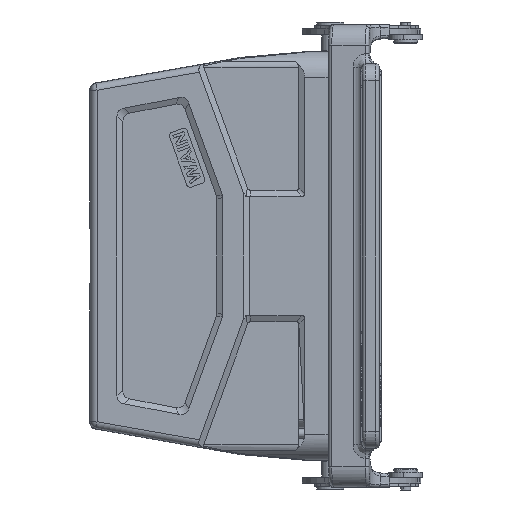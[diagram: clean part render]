
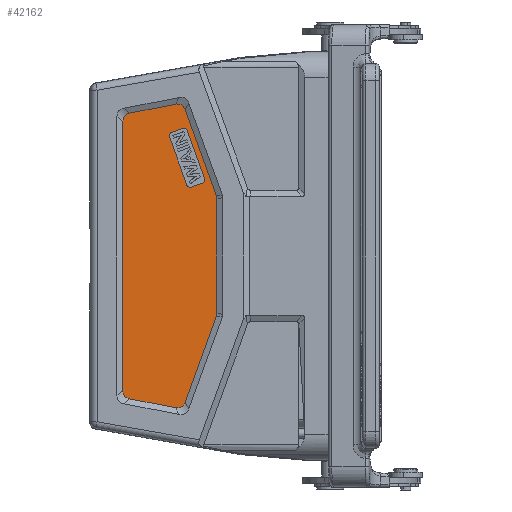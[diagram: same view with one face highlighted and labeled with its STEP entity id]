
A CAD part, left-side view. The second image highlights one B-rep face of the part: STEP entity #42162.
In plain terms, the highlighted planar face has unit normal (-1, 0, 0).
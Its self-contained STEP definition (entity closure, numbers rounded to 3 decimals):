
#14723=DIRECTION('',(0.,-0.982,0.19));
#14724=VECTOR('',#14723,13.6);
#14725=CARTESIAN_POINT('',(-21.5,9.658,41.859));
#14726=LINE('',#14725,#14724);
#14727=CARTESIAN_POINT('',(-21.5,-3.695,44.439));
#14728=CARTESIAN_POINT('',(-21.5,-4.393,44.574));
#14729=CARTESIAN_POINT('',(-21.5,-5.543,44.409));
#14730=CARTESIAN_POINT('',(-21.5,-6.275,43.507));
#14731=CARTESIAN_POINT('',(-21.5,-6.519,42.839));
#14733=DIRECTION('',(0.,-0.342,-0.94));
#14734=VECTOR('',#14733,26.85);
#14735=CARTESIAN_POINT('',(-21.5,-6.519,42.839));
#14736=LINE('',#14735,#14734);
#14737=CARTESIAN_POINT('',(-21.5,-15.702,17.609));
#14738=CARTESIAN_POINT('',(-21.5,-15.802,17.333));
#14739=CARTESIAN_POINT('',(-21.5,-15.853,17.048));
#14740=CARTESIAN_POINT('',(-21.5,-15.853,16.754));
#14742=DIRECTION('',(0.,0.,-1.));
#14743=VECTOR('',#14742,33.508);
#14744=CARTESIAN_POINT('',(-21.5,-15.853,16.754));
#14745=LINE('',#14744,#14743);
#14746=CARTESIAN_POINT('',(-21.5,-15.853,-16.754));
#14747=CARTESIAN_POINT('',(-21.5,-15.853,-17.048));
#14748=CARTESIAN_POINT('',(-21.5,-15.802,-17.333));
#14749=CARTESIAN_POINT('',(-21.5,-15.702,-17.609));
#14751=DIRECTION('',(0.,0.342,-0.94));
#14752=VECTOR('',#14751,26.85);
#14753=CARTESIAN_POINT('',(-21.5,-15.702,-17.609));
#14754=LINE('',#14753,#14752);
#14755=CARTESIAN_POINT('',(-21.5,-6.519,-42.839));
#14756=CARTESIAN_POINT('',(-21.5,-6.275,-43.507));
#14757=CARTESIAN_POINT('',(-21.5,-5.543,-44.409));
#14758=CARTESIAN_POINT('',(-21.5,-4.393,-44.574));
#14759=CARTESIAN_POINT('',(-21.5,-3.695,-44.439));
#14761=DIRECTION('',(0.,0.982,0.19));
#14762=VECTOR('',#14761,13.6);
#14763=CARTESIAN_POINT('',(-21.5,-3.695,-44.439));
#14764=LINE('',#14763,#14762);
#14765=CARTESIAN_POINT('',(-21.5,9.658,-41.859));
#14766=CARTESIAN_POINT('',(-21.5,10.333,-41.729));
#14767=CARTESIAN_POINT('',(-21.5,11.319,-41.167));
#14768=CARTESIAN_POINT('',(-21.5,11.683,-40.093));
#14769=CARTESIAN_POINT('',(-21.5,11.683,-39.405));
#14771=DIRECTION('',(0.,0.,1.));
#14772=VECTOR('',#14771,78.81);
#14773=CARTESIAN_POINT('',(-21.5,11.683,-39.405));
#14774=LINE('',#14773,#14772);
#14775=CARTESIAN_POINT('',(-21.5,11.683,39.405));
#14776=CARTESIAN_POINT('',(-21.5,11.683,40.093));
#14777=CARTESIAN_POINT('',(-21.5,11.319,41.167));
#14778=CARTESIAN_POINT('',(-21.5,10.333,41.729));
#14779=CARTESIAN_POINT('',(-21.5,9.658,41.859));
#14781=DIRECTION('',(0.,0.342,0.94));
#14782=VECTOR('',#14781,15.);
#14783=CARTESIAN_POINT('',(-21.5,-12.266,22.663));
#14784=LINE('',#14783,#14782);
#14785=CARTESIAN_POINT('',(-21.5,-6.196,36.417));
#14786=DIRECTION('',(-1.,0.,0.));
#14787=DIRECTION('',(0.,-0.94,0.342));
#14788=AXIS2_PLACEMENT_3D('',#14785,#14786,#14787);
#14790=DIRECTION('',(0.,0.94,-0.342));
#14791=VECTOR('',#14790,3.5);
#14792=CARTESIAN_POINT('',(-21.5,-5.854,37.356));
#14793=LINE('',#14792,#14791);
#14794=CARTESIAN_POINT('',(-21.5,-2.907,35.22));
#14795=DIRECTION('',(-1.,0.,0.));
#14796=DIRECTION('',(0.,0.342,0.94));
#14797=AXIS2_PLACEMENT_3D('',#14794,#14795,#14796);
#14799=CARTESIAN_POINT('',(-21.5,-2.907,35.22));
#14800=DIRECTION('',(-1.,0.,0.));
#14801=DIRECTION('',(0.,1.,0.));
#14802=AXIS2_PLACEMENT_3D('',#14799,#14800,#14801);
#14804=DIRECTION('',(0.,-0.342,-0.94));
#14805=VECTOR('',#14804,15.);
#14806=CARTESIAN_POINT('',(-21.5,-1.967,34.878));
#14807=LINE('',#14806,#14805);
#14808=CARTESIAN_POINT('',(-21.5,-8.037,21.124));
#14809=DIRECTION('',(-1.,0.,0.));
#14810=DIRECTION('',(0.,0.94,-0.342));
#14811=AXIS2_PLACEMENT_3D('',#14808,#14809,#14810);
#14813=DIRECTION('',(0.,-0.94,0.342));
#14814=VECTOR('',#14813,3.5);
#14815=CARTESIAN_POINT('',(-21.5,-8.379,20.185));
#14816=LINE('',#14815,#14814);
#14817=CARTESIAN_POINT('',(-21.5,-11.326,22.321));
#14818=DIRECTION('',(-1.,0.,0.));
#14819=DIRECTION('',(0.,-0.342,-0.94));
#14820=AXIS2_PLACEMENT_3D('',#14817,#14818,#14819);
#14822=CARTESIAN_POINT('',(-21.5,-11.326,22.321));
#14823=DIRECTION('',(-1.,0.,0.));
#14824=DIRECTION('',(0.,-1.,0.));
#14825=AXIS2_PLACEMENT_3D('',#14822,#14823,#14824);
#18637=CARTESIAN_POINT('',(-21.5,-15.853,16.754));
#18638=VERTEX_POINT('',#18637);
#18639=VERTEX_POINT('',#14737);
#18640=CARTESIAN_POINT('',(-21.5,-15.853,-16.754));
#18641=VERTEX_POINT('',#18640);
#18642=CARTESIAN_POINT('',(-21.5,-15.702,-17.609));
#18643=VERTEX_POINT('',#18642);
#18644=CARTESIAN_POINT('',(-21.5,-6.519,-42.839));
#18645=VERTEX_POINT('',#18644);
#18646=CARTESIAN_POINT('',(-21.5,-3.695,-44.439));
#18647=VERTEX_POINT('',#18646);
#18648=CARTESIAN_POINT('',(-21.5,9.658,-41.859));
#18649=VERTEX_POINT('',#18648);
#18650=CARTESIAN_POINT('',(-21.5,11.683,-39.405));
#18651=VERTEX_POINT('',#18650);
#18652=CARTESIAN_POINT('',(-21.5,11.683,39.405));
#18653=VERTEX_POINT('',#18652);
#18654=CARTESIAN_POINT('',(-21.5,9.658,41.859));
#18655=VERTEX_POINT('',#18654);
#18656=CARTESIAN_POINT('',(-21.5,-3.695,44.439));
#18657=VERTEX_POINT('',#18656);
#18658=CARTESIAN_POINT('',(-21.5,-6.519,42.839));
#18659=VERTEX_POINT('',#18658);
#18660=CARTESIAN_POINT('',(-21.5,-12.266,22.663));
#18661=CARTESIAN_POINT('',(-21.5,-7.136,36.759));
#18662=VERTEX_POINT('',#18660);
#18663=VERTEX_POINT('',#18661);
#18664=CARTESIAN_POINT('',(-21.5,-5.854,37.356));
#18665=VERTEX_POINT('',#18664);
#18666=CARTESIAN_POINT('',(-21.5,-2.565,36.159));
#18667=VERTEX_POINT('',#18666);
#18668=CARTESIAN_POINT('',(-21.5,-1.907,35.22));
#18669=VERTEX_POINT('',#18668);
#18670=CARTESIAN_POINT('',(-21.5,-1.967,34.878));
#18671=VERTEX_POINT('',#18670);
#18672=CARTESIAN_POINT('',(-21.5,-7.098,20.782));
#18673=VERTEX_POINT('',#18672);
#18674=CARTESIAN_POINT('',(-21.5,-8.379,20.185));
#18675=VERTEX_POINT('',#18674);
#18676=CARTESIAN_POINT('',(-21.5,-11.668,21.382));
#18677=VERTEX_POINT('',#18676);
#18678=CARTESIAN_POINT('',(-21.5,-12.326,22.321));
#18679=VERTEX_POINT('',#18678);
#42121=CARTESIAN_POINT('',(-21.5,-17.585,48.886));
#42122=DIRECTION('',(-1.,0.,0.));
#42123=DIRECTION('',(0.,-1.,0.));
#42124=AXIS2_PLACEMENT_3D('',#42121,#42122,#42123);
#42125=PLANE('',#42124);
#42126=ORIENTED_EDGE('',*,*,#42088,.T.);
#42127=ORIENTED_EDGE('',*,*,#42102,.T.);
#42128=ORIENTED_EDGE('',*,*,#42115,.T.);
#42129=ORIENTED_EDGE('',*,*,#41961,.T.);
#42130=ORIENTED_EDGE('',*,*,#41976,.T.);
#42131=ORIENTED_EDGE('',*,*,#41990,.T.);
#42132=ORIENTED_EDGE('',*,*,#42004,.T.);
#42133=ORIENTED_EDGE('',*,*,#42018,.T.);
#42134=ORIENTED_EDGE('',*,*,#42032,.T.);
#42135=ORIENTED_EDGE('',*,*,#42046,.T.);
#42136=ORIENTED_EDGE('',*,*,#42060,.T.);
#42137=ORIENTED_EDGE('',*,*,#42074,.T.);
#42138=EDGE_LOOP('',(#42126,#42127,#42128,#42129,#42130,#42131,#42132,#42133,
#42134,#42135,#42136,#42137));
#42139=FACE_OUTER_BOUND('',#42138,.F.);
#42141=ORIENTED_EDGE('',*,*,#42140,.T.);
#42143=ORIENTED_EDGE('',*,*,#42142,.T.);
#42145=ORIENTED_EDGE('',*,*,#42144,.T.);
#42147=ORIENTED_EDGE('',*,*,#42146,.T.);
#42149=ORIENTED_EDGE('',*,*,#42148,.T.);
#42151=ORIENTED_EDGE('',*,*,#42150,.T.);
#42153=ORIENTED_EDGE('',*,*,#42152,.T.);
#42155=ORIENTED_EDGE('',*,*,#42154,.T.);
#42157=ORIENTED_EDGE('',*,*,#42156,.T.);
#42159=ORIENTED_EDGE('',*,*,#42158,.T.);
#42160=EDGE_LOOP('',(#42141,#42143,#42145,#42147,#42149,#42151,#42153,#42155,
#42157,#42159));
#42161=FACE_BOUND('',#42160,.F.);
#42162=ADVANCED_FACE('',(#42139,#42161),#42125,.T.);
#14732=B_SPLINE_CURVE_WITH_KNOTS('',3,(#14727,#14728,#14729,#14730,#14731),
.UNSPECIFIED.,.F.,.F.,(4,1,4),(0.,0.5,1.),.UNSPECIFIED.);
#14741=B_SPLINE_CURVE_WITH_KNOTS('',3,(#14737,#14738,#14739,#14740),
.UNSPECIFIED.,.F.,.F.,(4,4),(0.,1.),.UNSPECIFIED.);
#14750=B_SPLINE_CURVE_WITH_KNOTS('',3,(#14746,#14747,#14748,#14749),
.UNSPECIFIED.,.F.,.F.,(4,4),(0.,1.),.UNSPECIFIED.);
#14760=B_SPLINE_CURVE_WITH_KNOTS('',3,(#14755,#14756,#14757,#14758,#14759),
.UNSPECIFIED.,.F.,.F.,(4,1,4),(0.,0.5,1.),.UNSPECIFIED.);
#14770=B_SPLINE_CURVE_WITH_KNOTS('',3,(#14765,#14766,#14767,#14768,#14769),
.UNSPECIFIED.,.F.,.F.,(4,1,4),(0.,0.5,1.),.UNSPECIFIED.);
#14780=B_SPLINE_CURVE_WITH_KNOTS('',3,(#14775,#14776,#14777,#14778,#14779),
.UNSPECIFIED.,.F.,.F.,(4,1,4),(0.,0.5,1.),.UNSPECIFIED.);
#14789=CIRCLE('',#14788,1.);
#14798=CIRCLE('',#14797,1.);
#14803=CIRCLE('',#14802,1.);
#14812=CIRCLE('',#14811,1.);
#14821=CIRCLE('',#14820,1.);
#14826=CIRCLE('',#14825,1.);
#41961=EDGE_CURVE('',#18639,#18638,#14741,.T.);
#41976=EDGE_CURVE('',#18638,#18641,#14745,.T.);
#41990=EDGE_CURVE('',#18641,#18643,#14750,.T.);
#42004=EDGE_CURVE('',#18643,#18645,#14754,.T.);
#42018=EDGE_CURVE('',#18645,#18647,#14760,.T.);
#42032=EDGE_CURVE('',#18647,#18649,#14764,.T.);
#42046=EDGE_CURVE('',#18649,#18651,#14770,.T.);
#42060=EDGE_CURVE('',#18651,#18653,#14774,.T.);
#42074=EDGE_CURVE('',#18653,#18655,#14780,.T.);
#42088=EDGE_CURVE('',#18655,#18657,#14726,.T.);
#42102=EDGE_CURVE('',#18657,#18659,#14732,.T.);
#42115=EDGE_CURVE('',#18659,#18639,#14736,.T.);
#42140=EDGE_CURVE('',#18662,#18663,#14784,.T.);
#42142=EDGE_CURVE('',#18663,#18665,#14789,.T.);
#42144=EDGE_CURVE('',#18665,#18667,#14793,.T.);
#42146=EDGE_CURVE('',#18667,#18669,#14798,.T.);
#42148=EDGE_CURVE('',#18669,#18671,#14803,.T.);
#42150=EDGE_CURVE('',#18671,#18673,#14807,.T.);
#42152=EDGE_CURVE('',#18673,#18675,#14812,.T.);
#42154=EDGE_CURVE('',#18675,#18677,#14816,.T.);
#42156=EDGE_CURVE('',#18677,#18679,#14821,.T.);
#42158=EDGE_CURVE('',#18679,#18662,#14826,.T.);
